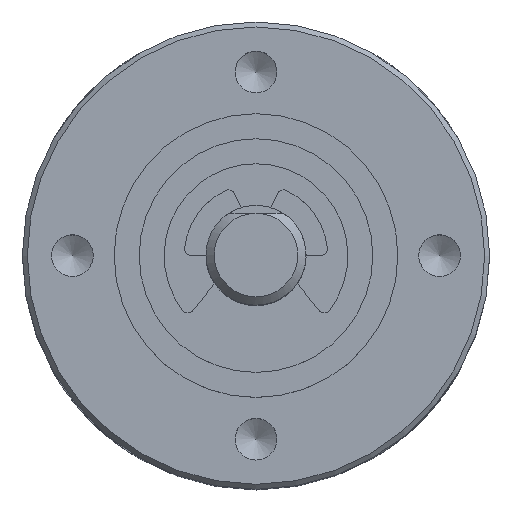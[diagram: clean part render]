
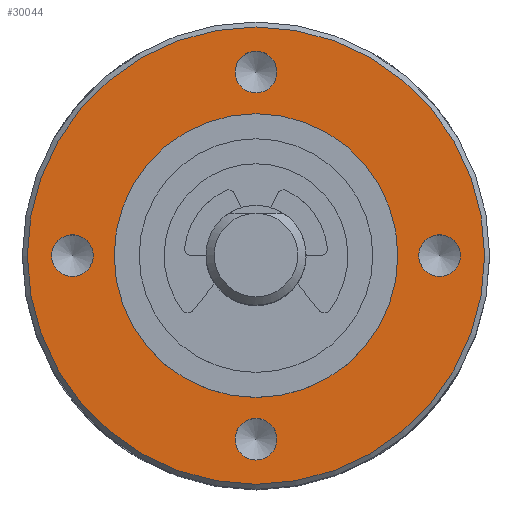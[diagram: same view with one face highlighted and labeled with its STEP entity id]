
A CAD part, top view. The second image highlights one B-rep face of the part: STEP entity #30044.
In plain terms, the highlighted planar face has unit normal (0, 0, 1).
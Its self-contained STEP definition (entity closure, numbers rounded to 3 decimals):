
#1926=CIRCLE('',#32146,8.5);
#1927=CIRCLE('',#32148,1.25);
#1928=CIRCLE('',#32149,1.25);
#1929=CIRCLE('',#32150,1.25);
#1930=CIRCLE('',#32151,1.25);
#1931=CIRCLE('',#32152,13.7);
#4730=ORIENTED_EDGE('',*,*,#13591,.T.);
#4731=ORIENTED_EDGE('',*,*,#13592,.T.);
#4732=ORIENTED_EDGE('',*,*,#13593,.T.);
#4733=ORIENTED_EDGE('',*,*,#13594,.T.);
#4734=ORIENTED_EDGE('',*,*,#13595,.T.);
#4735=ORIENTED_EDGE('',*,*,#13596,.T.);
#13591=EDGE_CURVE('',#18138,#18138,#1926,.T.);
#13592=EDGE_CURVE('',#18139,#18139,#1927,.T.);
#13593=EDGE_CURVE('',#18140,#18140,#1928,.T.);
#13594=EDGE_CURVE('',#18141,#18141,#1929,.T.);
#13595=EDGE_CURVE('',#18142,#18142,#1930,.T.);
#13596=EDGE_CURVE('',#18143,#18143,#1931,.T.);
#18138=VERTEX_POINT('',#46904);
#18139=VERTEX_POINT('',#46907);
#18140=VERTEX_POINT('',#46909);
#18141=VERTEX_POINT('',#46911);
#18142=VERTEX_POINT('',#46913);
#18143=VERTEX_POINT('',#46915);
#25391=EDGE_LOOP('',(#4730));
#25392=EDGE_LOOP('',(#4731));
#25393=EDGE_LOOP('',(#4732));
#25394=EDGE_LOOP('',(#4733));
#25395=EDGE_LOOP('',(#4734));
#25396=EDGE_LOOP('',(#4735));
#27351=FACE_BOUND('',#25391,.T.);
#27352=FACE_BOUND('',#25392,.T.);
#27353=FACE_BOUND('',#25393,.T.);
#27354=FACE_BOUND('',#25394,.T.);
#27355=FACE_BOUND('',#25395,.T.);
#27356=FACE_BOUND('',#25396,.T.);
#29132=PLANE('',#32147);
#30044=ADVANCED_FACE('',(#27351,#27352,#27353,#27354,#27355,#27356),#29132,
 .T.);
#32146=AXIS2_PLACEMENT_3D('',#46903,#35947,#35948);
#32147=AXIS2_PLACEMENT_3D('',#46905,#35949,#35950);
#32148=AXIS2_PLACEMENT_3D('',#46906,#35951,#35952);
#32149=AXIS2_PLACEMENT_3D('',#46908,#35953,#35954);
#32150=AXIS2_PLACEMENT_3D('',#46910,#35955,#35956);
#32151=AXIS2_PLACEMENT_3D('',#46912,#35957,#35958);
#32152=AXIS2_PLACEMENT_3D('',#46914,#35959,#35960);
#35947=DIRECTION('',(0.,0.,-1.));
#35948=DIRECTION('',(-1.,0.,0.));
#35949=DIRECTION('',(0.,0.,1.));
#35950=DIRECTION('',(1.,0.,0.));
#35951=DIRECTION('',(0.,0.,-1.));
#35952=DIRECTION('',(1.,0.,0.));
#35953=DIRECTION('',(0.,0.,-1.));
#35954=DIRECTION('',(1.,0.,0.));
#35955=DIRECTION('',(0.,0.,-1.));
#35956=DIRECTION('',(1.,0.,0.));
#35957=DIRECTION('',(0.,0.,-1.));
#35958=DIRECTION('',(1.,0.,0.));
#35959=DIRECTION('',(0.,0.,1.));
#35960=DIRECTION('',(-1.,0.,0.));
#46903=CARTESIAN_POINT('',(14.,14.011,-18.));
#46904=CARTESIAN_POINT('',(5.5,14.011,-18.));
#46905=CARTESIAN_POINT('',(14.,7.011,-18.));
#46906=CARTESIAN_POINT('',(14.,25.011,-18.));
#46907=CARTESIAN_POINT('',(15.25,25.011,-18.));
#46908=CARTESIAN_POINT('',(25.,14.011,-18.));
#46909=CARTESIAN_POINT('',(26.25,14.011,-18.));
#46910=CARTESIAN_POINT('',(14.,3.011,-18.));
#46911=CARTESIAN_POINT('',(15.25,3.011,-18.));
#46912=CARTESIAN_POINT('',(3.,14.011,-18.));
#46913=CARTESIAN_POINT('',(4.25,14.011,-18.));
#46914=CARTESIAN_POINT('',(14.,14.011,-18.));
#46915=CARTESIAN_POINT('',(0.3,14.011,-18.));
